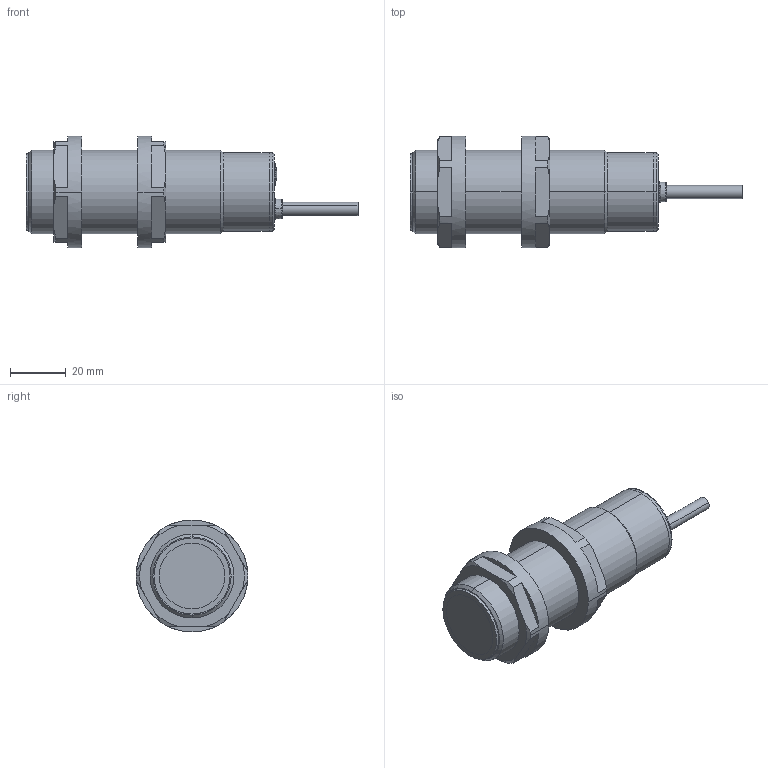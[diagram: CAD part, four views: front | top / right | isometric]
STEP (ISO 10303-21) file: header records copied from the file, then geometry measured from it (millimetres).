
FILE_DESCRIPTION (( 'STEP AP214' ), '1' );
FILE_NAME ('UT1B-GW-0A.step', '2019-08-14T21:53:00', ( '' ), ( '' ), 'SwSTEP 2.0', 'SolidWorks 2018', '' );
FILE_SCHEMA (( 'AUTOMOTIVE_DESIGN' ));
Length unit declared in the file: millimetre
Products named in the file (1): UT1B-GW-0A
Bounding box: 118.8 x 40 x 40 mm (x, y, z)
Volume: 71056.5 mm3; surface area: 19190.1 mm2
Topology: 7 solids, 7 shells, 101 faces, 236 edges, 155 vertices
Faces by surface type: plane 43, cylinder 26, cone 20, torus 10, sphere 2
Entity records: 3078 total; most frequent: CARTESIAN_POINT 565, DIRECTION 538, ORIENTED_EDGE 472, EDGE_CURVE 236, AXIS2_PLACEMENT_3D 224, VERTEX_POINT 155, CIRCLE 122, EDGE_LOOP 111
